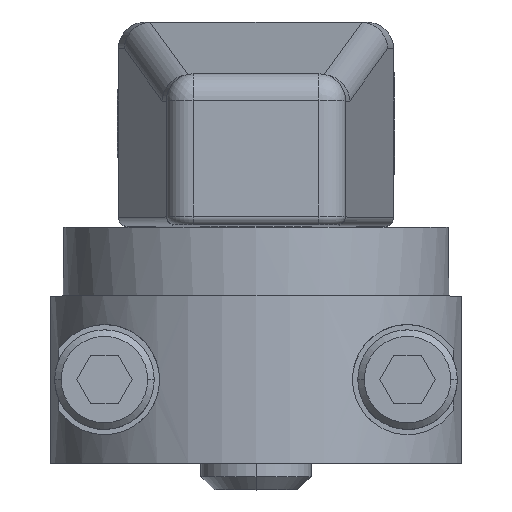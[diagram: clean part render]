
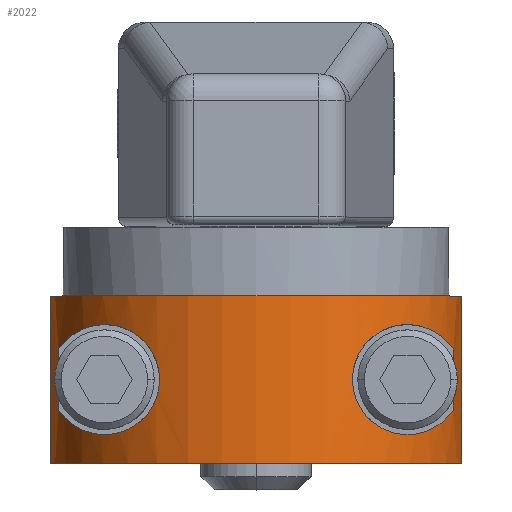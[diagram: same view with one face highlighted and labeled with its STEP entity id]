
A CAD part, top view. The second image highlights one B-rep face of the part: STEP entity #2022.
In plain terms, the highlighted cylindrical face has radius 11.9 mm (diameter 23.8 mm), a partial arc.
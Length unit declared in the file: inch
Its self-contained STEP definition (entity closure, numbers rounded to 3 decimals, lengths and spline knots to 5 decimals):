
#260=DIRECTION('',(0.,1.,0.));
#261=VECTOR('',#260,0.38);
#262=CARTESIAN_POINT('',(0.46754,-0.19,0.03));
#263=LINE('',#262,#261);
#325=CARTESIAN_POINT('',(0.,0.19,0.));
#326=DIRECTION('',(0.,1.,0.));
#327=DIRECTION('',(-0.998,0.,0.064));
#328=AXIS2_PLACEMENT_3D('',#325,#326,#327);
#628=DIRECTION('',(0.,1.,0.));
#629=VECTOR('',#628,0.38);
#630=CARTESIAN_POINT('',(-0.46754,-0.19,0.03));
#631=LINE('',#630,#629);
#659=CARTESIAN_POINT('',(0.,-0.19,0.));
#660=DIRECTION('',(0.,1.,0.));
#661=DIRECTION('',(-0.998,0.,0.064));
#662=AXIS2_PLACEMENT_3D('',#659,#660,#661);
#690=DIRECTION('',(0.,1.,0.));
#691=VECTOR('',#690,0.02491);
#692=CARTESIAN_POINT('',(0.44771,-0.06977,0.138));
#693=LINE('',#692,#691);
#694=DIRECTION('',(0.,1.,0.));
#695=VECTOR('',#694,0.02491);
#696=CARTESIAN_POINT('',(0.44771,0.04486,0.138));
#697=LINE('',#696,#695);
#703=DIRECTION('',(0.,1.,0.));
#704=VECTOR('',#703,0.02491);
#705=CARTESIAN_POINT('',(-0.44771,0.04486,0.138));
#706=LINE('',#705,#704);
#707=DIRECTION('',(0.,1.,0.));
#708=VECTOR('',#707,0.02491);
#709=CARTESIAN_POINT('',(-0.44771,-0.06977,0.138));
#710=LINE('',#709,#708);
#720=DIRECTION('',(0.,1.,0.));
#721=VECTOR('',#720,0.08972);
#722=CARTESIAN_POINT('',(-0.44771,-0.04486,0.138));
#723=LINE('',#722,#721);
#734=DIRECTION('',(0.,1.,0.));
#735=VECTOR('',#734,0.08972);
#736=CARTESIAN_POINT('',(0.44771,-0.04486,0.138));
#737=LINE('',#736,#735);
#965=CARTESIAN_POINT('',(0.44771,-0.06977,0.138));
#966=CARTESIAN_POINT('',(0.44157,-0.07891,
0.15795));
#967=CARTESIAN_POINT('',(0.42718,-0.09503,
0.19511));
#968=CARTESIAN_POINT('',(0.40204,-0.11201,
0.24229));
#969=CARTESIAN_POINT('',(0.37501,-0.12218,
0.28204));
#970=CARTESIAN_POINT('',(0.34767,-0.12591,
0.31489));
#971=CARTESIAN_POINT('',(0.32139,-0.12383,
0.34147));
#972=CARTESIAN_POINT('',(0.29735,-0.11682,
0.36243));
#973=CARTESIAN_POINT('',(0.27605,-0.10579,
0.3788));
#974=CARTESIAN_POINT('',(0.2577,-0.0914,
0.39143));
#975=CARTESIAN_POINT('',(0.24257,-0.07422,
0.40092));
#976=CARTESIAN_POINT('',(0.23088,-0.05476,
0.40771));
#977=CARTESIAN_POINT('',(0.22289,-0.03358,
0.4121));
#978=CARTESIAN_POINT('',(0.21883,-0.01132,
0.41425));
#979=CARTESIAN_POINT('',(0.21883,0.01132,
0.41425));
#980=CARTESIAN_POINT('',(0.22289,0.03358,
0.4121));
#981=CARTESIAN_POINT('',(0.23088,0.05476,
0.40771));
#982=CARTESIAN_POINT('',(0.24257,0.07422,
0.40092));
#983=CARTESIAN_POINT('',(0.2577,0.0914,
0.39143));
#984=CARTESIAN_POINT('',(0.27605,0.10579,
0.3788));
#985=CARTESIAN_POINT('',(0.29735,0.11682,
0.36243));
#986=CARTESIAN_POINT('',(0.32139,0.12383,
0.34147));
#987=CARTESIAN_POINT('',(0.34767,0.12591,
0.31489));
#988=CARTESIAN_POINT('',(0.37501,0.12218,
0.28204));
#989=CARTESIAN_POINT('',(0.40204,0.11201,
0.2423));
#990=CARTESIAN_POINT('',(0.42718,0.09503,
0.19511));
#991=CARTESIAN_POINT('',(0.44157,0.07891,
0.15795));
#992=CARTESIAN_POINT('',(0.44771,0.06977,0.138));
#994=CARTESIAN_POINT('',(-0.44771,0.06977,0.138));
#995=CARTESIAN_POINT('',(-0.44157,0.07891,
0.15795));
#996=CARTESIAN_POINT('',(-0.42718,0.09503,
0.19511));
#997=CARTESIAN_POINT('',(-0.40204,0.11201,
0.24229));
#998=CARTESIAN_POINT('',(-0.37501,0.12218,
0.28204));
#999=CARTESIAN_POINT('',(-0.34767,0.12591,
0.31489));
#1000=CARTESIAN_POINT('',(-0.32139,0.12383,
0.34147));
#1001=CARTESIAN_POINT('',(-0.29735,0.11682,
0.36243));
#1002=CARTESIAN_POINT('',(-0.27605,0.10579,
0.3788));
#1003=CARTESIAN_POINT('',(-0.2577,0.0914,
0.39143));
#1004=CARTESIAN_POINT('',(-0.24257,0.07422,
0.40092));
#1005=CARTESIAN_POINT('',(-0.23088,0.05476,
0.40771));
#1006=CARTESIAN_POINT('',(-0.22289,0.03358,
0.4121));
#1007=CARTESIAN_POINT('',(-0.21883,0.01132,
0.41425));
#1008=CARTESIAN_POINT('',(-0.21883,-0.01132,
0.41425));
#1009=CARTESIAN_POINT('',(-0.22289,-0.03358,
0.4121));
#1010=CARTESIAN_POINT('',(-0.23088,-0.05476,
0.40771));
#1011=CARTESIAN_POINT('',(-0.24257,-0.07422,
0.40092));
#1012=CARTESIAN_POINT('',(-0.2577,-0.0914,
0.39143));
#1013=CARTESIAN_POINT('',(-0.27605,-0.10579,
0.3788));
#1014=CARTESIAN_POINT('',(-0.29735,-0.11682,
0.36243));
#1015=CARTESIAN_POINT('',(-0.32139,-0.12383,
0.34147));
#1016=CARTESIAN_POINT('',(-0.34767,-0.12591,
0.31489));
#1017=CARTESIAN_POINT('',(-0.37501,-0.12218,
0.28204));
#1018=CARTESIAN_POINT('',(-0.40204,-0.11201,
0.24229));
#1019=CARTESIAN_POINT('',(-0.42718,-0.09503,
0.19511));
#1020=CARTESIAN_POINT('',(-0.44157,-0.07891,
0.15795));
#1021=CARTESIAN_POINT('',(-0.44771,-0.06977,0.138));
#1106=CARTESIAN_POINT('',(-0.46754,-0.19,0.03));
#1107=VERTEX_POINT('',#1106);
#1108=CARTESIAN_POINT('',(0.46754,-0.19,0.03));
#1109=VERTEX_POINT('',#1108);
#1114=CARTESIAN_POINT('',(-0.46754,0.19,0.03));
#1115=CARTESIAN_POINT('',(0.46754,0.19,0.03));
#1116=VERTEX_POINT('',#1114);
#1117=VERTEX_POINT('',#1115);
#1126=CARTESIAN_POINT('',(0.44771,0.06977,0.138));
#1127=CARTESIAN_POINT('',(0.44771,-0.06977,0.138));
#1128=VERTEX_POINT('',#1126);
#1129=VERTEX_POINT('',#1127);
#1130=VERTEX_POINT('',#994);
#1131=VERTEX_POINT('',#1021);
#1132=CARTESIAN_POINT('',(-0.44771,-0.04486,0.138));
#1133=CARTESIAN_POINT('',(-0.44771,0.04486,0.138));
#1134=VERTEX_POINT('',#1132);
#1135=VERTEX_POINT('',#1133);
#1136=CARTESIAN_POINT('',(0.44771,-0.04486,0.138));
#1137=CARTESIAN_POINT('',(0.44771,0.04486,0.138));
#1138=VERTEX_POINT('',#1136);
#1139=VERTEX_POINT('',#1137);
#1990=CARTESIAN_POINT('',(0.,-0.19,0.));
#1991=DIRECTION('',(0.,1.,0.));
#1992=DIRECTION('',(1.,0.,0.));
#1993=AXIS2_PLACEMENT_3D('',#1990,#1991,#1992);
#1994=CYLINDRICAL_SURFACE('',#1993,0.4685);
#1996=ORIENTED_EDGE('',*,*,#1995,.F.);
#1997=ORIENTED_EDGE('',*,*,#1975,.T.);
#1998=ORIENTED_EDGE('',*,*,#1568,.T.);
#1999=ORIENTED_EDGE('',*,*,#1481,.F.);
#2000=EDGE_LOOP('',(#1996,#1997,#1998,#1999));
#2001=FACE_OUTER_BOUND('',#2000,.F.);
#2003=ORIENTED_EDGE('',*,*,#2002,.F.);
#2005=ORIENTED_EDGE('',*,*,#2004,.F.);
#2007=ORIENTED_EDGE('',*,*,#2006,.F.);
#2009=ORIENTED_EDGE('',*,*,#2008,.F.);
#2010=EDGE_LOOP('',(#2003,#2005,#2007,#2009));
#2011=FACE_BOUND('',#2010,.F.);
#2013=ORIENTED_EDGE('',*,*,#2012,.T.);
#2015=ORIENTED_EDGE('',*,*,#2014,.F.);
#2017=ORIENTED_EDGE('',*,*,#2016,.T.);
#2019=ORIENTED_EDGE('',*,*,#2018,.T.);
#2020=EDGE_LOOP('',(#2013,#2015,#2017,#2019));
#2021=FACE_BOUND('',#2020,.F.);
#2022=ADVANCED_FACE('',(#2001,#2011,#2021),#1994,.T.);
#329=CIRCLE('',#328,0.4685);
#663=CIRCLE('',#662,0.4685);
#993=B_SPLINE_CURVE_WITH_KNOTS('',3,(#965,#966,#967,#968,#969,#970,#971,#972,
#973,#974,#975,#976,#977,#978,#979,#980,#981,#982,#983,#984,#985,#986,#987,#988,
#989,#990,#991,#992),.UNSPECIFIED.,.F.,.F.,(4,1,1,1,1,1,1,1,1,1,1,1,1,1,1,1,1,1,
1,1,1,1,1,1,1,4),(0.,0.04,0.08,0.12,0.16,0.2,0.24,0.28,0.32,
0.36,0.4,0.44,0.48,0.52,0.56,0.6,0.64,0.68,0.72,0.76,
0.8,0.84,0.88,0.92,0.96,1.),.UNSPECIFIED.);
#1022=B_SPLINE_CURVE_WITH_KNOTS('',3,(#994,#995,#996,#997,#998,#999,#1000,#1001,
#1002,#1003,#1004,#1005,#1006,#1007,#1008,#1009,#1010,#1011,#1012,#1013,#1014,
#1015,#1016,#1017,#1018,#1019,#1020,#1021),.UNSPECIFIED.,.F.,.F.,(4,1,1,1,1,1,1,
1,1,1,1,1,1,1,1,1,1,1,1,1,1,1,1,1,1,4),(0.,0.04,0.08,0.12,0.16,0.2,
0.24,0.28,0.32,0.36,0.4,0.44,0.48,0.52,0.56,0.6,0.64,
0.68,0.72,0.76,0.8,0.84,0.88,0.92,0.96,1.),.UNSPECIFIED.);
#1481=EDGE_CURVE('',#1109,#1117,#263,.T.);
#1568=EDGE_CURVE('',#1116,#1117,#329,.T.);
#1975=EDGE_CURVE('',#1107,#1116,#631,.T.);
#1995=EDGE_CURVE('',#1107,#1109,#663,.T.);
#2002=EDGE_CURVE('',#1131,#1134,#710,.T.);
#2004=EDGE_CURVE('',#1130,#1131,#1022,.T.);
#2006=EDGE_CURVE('',#1135,#1130,#706,.T.);
#2008=EDGE_CURVE('',#1134,#1135,#723,.T.);
#2012=EDGE_CURVE('',#1139,#1128,#697,.T.);
#2014=EDGE_CURVE('',#1129,#1128,#993,.T.);
#2016=EDGE_CURVE('',#1129,#1138,#693,.T.);
#2018=EDGE_CURVE('',#1138,#1139,#737,.T.);
